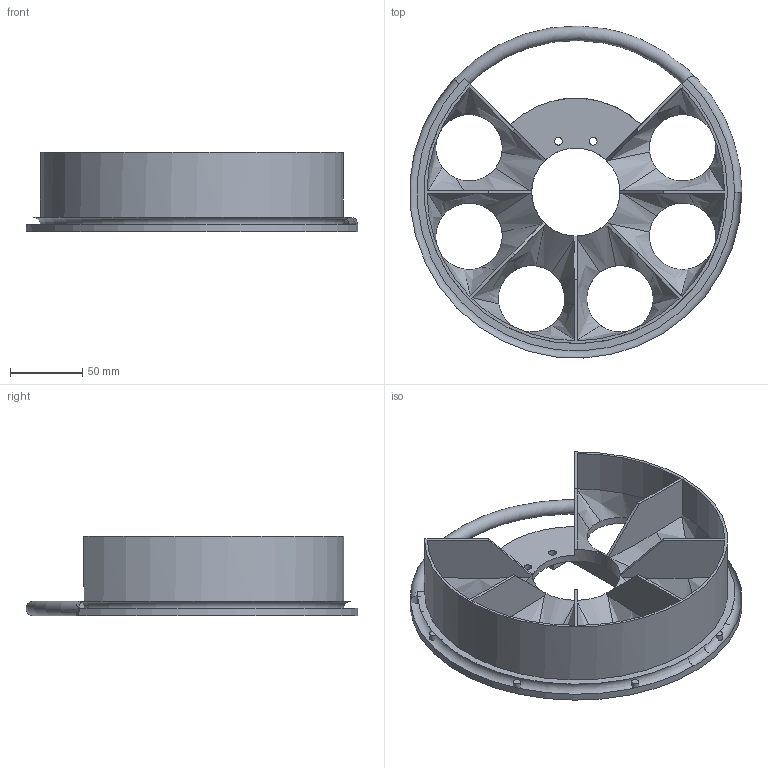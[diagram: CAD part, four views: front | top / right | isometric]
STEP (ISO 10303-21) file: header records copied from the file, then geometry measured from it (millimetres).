
FILE_DESCRIPTION(('FreeCAD Model'),'2;1');
FILE_NAME('Open CASCADE Shape Model','2024-11-18T19:36:36',(''),(''), 'Open CASCADE STEP processor 7.7','FreeCAD','Unknown');
FILE_SCHEMA(('AUTOMOTIVE_DESIGN { 1 0 10303 214 1 1 1 1 }'));
Length unit declared in the file: millimetre
Products named in the file (1): Body
Bounding box: 229.7 x 229.84 x 55 mm (x, y, z)
Volume: 283584.3 mm3; surface area: 155531.2 mm2
Topology: 1 solids, 1 shells, 163 faces, 391 edges, 257 vertices
Faces by surface type: plane 66, cylinder 57, bspline 31, cone 7, torus 2
Full cylindrical faces by diameter (mm): 5.2 x36, 5.4 x2, 46 x6, 61 x1
Entity records: 5959 total; most frequent: CARTESIAN_POINT 2157, ORIENTED_EDGE 778, DIRECTION 773, EDGE_CURVE 389, AXIS2_PLACEMENT_3D 327, VERTEX_POINT 256, FACE_BOUND 210, EDGE_LOOP 210
